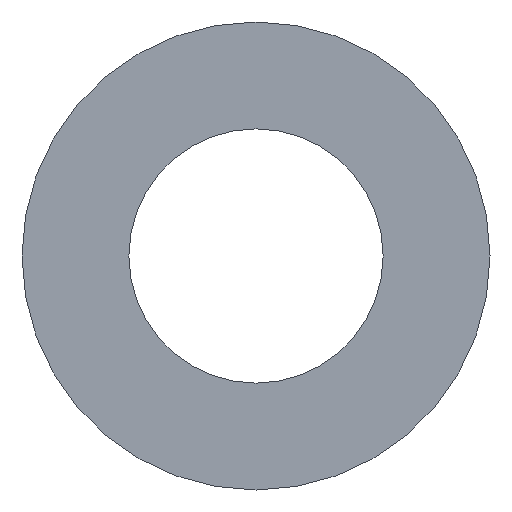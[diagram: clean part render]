
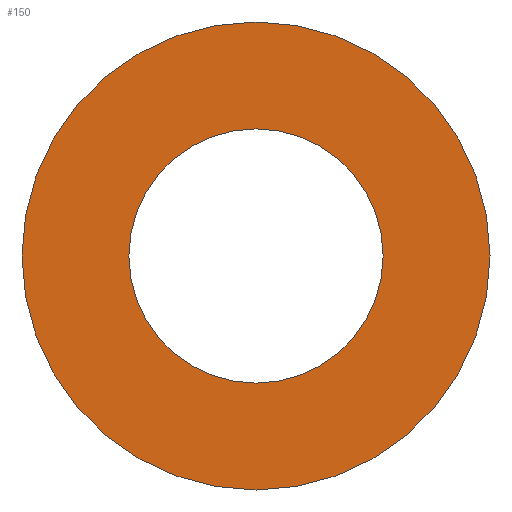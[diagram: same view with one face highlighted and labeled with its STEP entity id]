
A CAD part, left-side view. The second image highlights one B-rep face of the part: STEP entity #150.
In plain terms, the highlighted planar face has unit normal (-1, 0, 0).
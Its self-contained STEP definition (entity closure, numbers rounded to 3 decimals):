
#90 = VERTEX_POINT( '', #204 );
#110 = VERTEX_POINT( '', #228 );
#112 = EDGE_CURVE( '', #118, #136, #230, .T. );
#118 = VERTEX_POINT( '', #238 );
#124 = EDGE_CURVE( '', #136, #118, #244, .T. );
#134 = EDGE_CURVE( '', #90, #110, #254, .T. );
#136 = VERTEX_POINT( '', #256 );
#150 = ADVANCED_FACE( '', ( #272, #273 ), #274, .T. );
#154 = EDGE_CURVE( '', #110, #90, #278, .T. );
#204 = CARTESIAN_POINT( '', ( -50., 51., 0. ) );
#228 = CARTESIAN_POINT( '', ( -50., -51., 0. ) );
#230 = CIRCLE( '', #359, 27.7 );
#238 = CARTESIAN_POINT( '', ( -50., -27.7, 0. ) );
#244 = CIRCLE( '', #378, 27.7 );
#254 = CIRCLE( '', #393, 51. );
#256 = CARTESIAN_POINT( '', ( -50., 27.7, 0. ) );
#272 = FACE_BOUND( '', #416, .T. );
#273 = FACE_OUTER_BOUND( '', #417, .T. );
#274 = PLANE( '', #418 );
#278 = CIRCLE( '', #423, 51. );
#359 = AXIS2_PLACEMENT_3D( '', #505, #506, #507 );
#378 = AXIS2_PLACEMENT_3D( '', #518, #519, #520 );
#393 = AXIS2_PLACEMENT_3D( '', #523, #524, #525 );
#416 = EDGE_LOOP( '', ( #548, #549 ) );
#417 = EDGE_LOOP( '', ( #550, #551 ) );
#418 = AXIS2_PLACEMENT_3D( '', #552, #553, #554 );
#423 = AXIS2_PLACEMENT_3D( '', #555, #556, #557 );
#505 = CARTESIAN_POINT( '', ( -50., 0., 0. ) );
#506 = DIRECTION( '', ( -1., 0., 0. ) );
#507 = DIRECTION( '', ( 0., 1., 0. ) );
#518 = CARTESIAN_POINT( '', ( -50., 0., 0. ) );
#519 = DIRECTION( '', ( -1., 0., 0. ) );
#520 = DIRECTION( '', ( 0., 1., 0. ) );
#523 = CARTESIAN_POINT( '', ( -50., 0., 0. ) );
#524 = DIRECTION( '', ( -1., 0., 0. ) );
#525 = DIRECTION( '', ( 0., 1., 0. ) );
#548 = ORIENTED_EDGE( '', *, *, #124, .F. );
#549 = ORIENTED_EDGE( '', *, *, #112, .F. );
#550 = ORIENTED_EDGE( '', *, *, #134, .T. );
#551 = ORIENTED_EDGE( '', *, *, #154, .T. );
#552 = CARTESIAN_POINT( '', ( -50., 39.35, 0. ) );
#553 = DIRECTION( '', ( -1., 0., 0. ) );
#554 = DIRECTION( '', ( 0., 1., 0. ) );
#555 = CARTESIAN_POINT( '', ( -50., 0., 0. ) );
#556 = DIRECTION( '', ( -1., 0., 0. ) );
#557 = DIRECTION( '', ( 0., 1., 0. ) );
